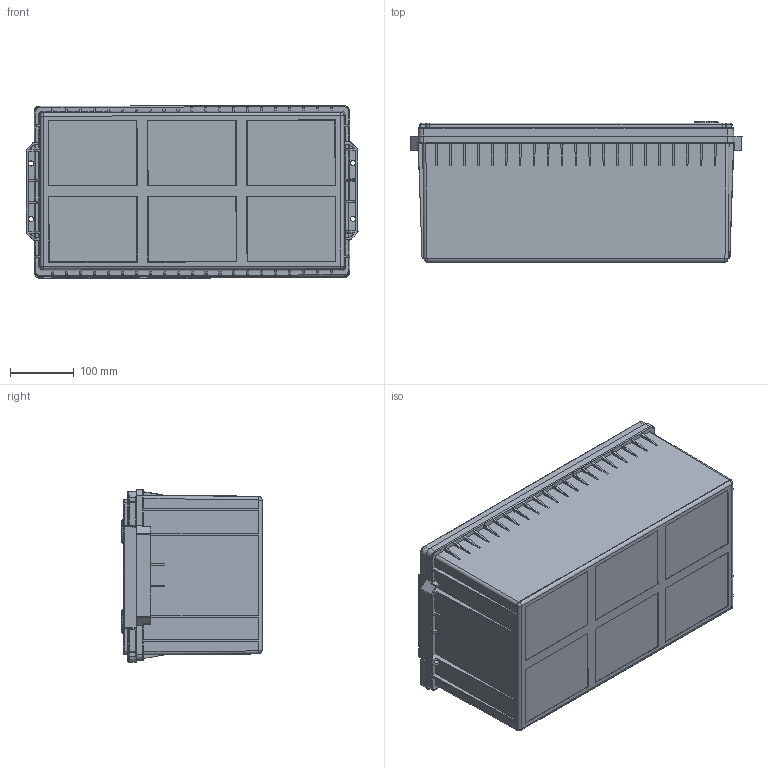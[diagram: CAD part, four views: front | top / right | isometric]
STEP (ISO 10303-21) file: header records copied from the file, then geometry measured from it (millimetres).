
FILE_DESCRIPTION (( 'STEP AP214' ), '1' );
FILE_NAME ('12-460SMART3 3D Model.STEP', '2023-07-28T12:27:25', ( '' ), ( '' ), 'SwSTEP 2.0', 'SolidWorks 2023', '' );
FILE_SCHEMA (( 'AUTOMOTIVE_DESIGN' ));
Length unit declared in the file: millimetre
Products named in the file (3): 12-460SMART3 3D Model; 12-460SMART3_Lid; 12-460SMART3_Body
Assembly tree (2 placements, depth 2):
  12-460SMART3 3D Model
    12-460SMART3_Body
    12-460SMART3_Lid
Bounding box: 522.1 x 220.2 x 271.37 mm (x, y, z)
Volume: 1758774.1 mm3; surface area: 1269322.9 mm2
Topology: 1 solids, 3 shells, 1929 faces, 5075 edges, 3187 vertices
Faces by surface type: plane 868, cylinder 622, cone 140, bspline 114, torus 112, sphere 73
Entity records: 100632 total; most frequent: CARTESIAN_POINT 39768, ORIENTED_EDGE 10119, DIRECTION 5252, EDGE_CURVE 5061, B_SPLINE_CURVE_WITH_KNOTS 3479, VERTEX_POINT 3179, EDGE_LOOP 1993, AXIS2_PLACEMENT_3D 1964
